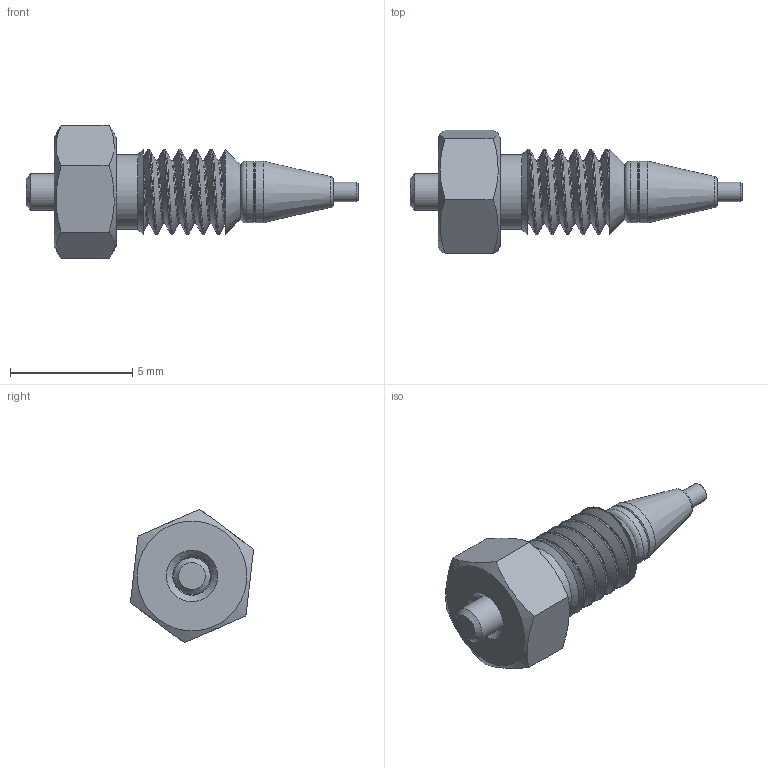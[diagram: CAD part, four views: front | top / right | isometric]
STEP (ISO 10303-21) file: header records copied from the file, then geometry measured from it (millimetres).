
FILE_DESCRIPTION((''),'2;1');
FILE_NAME('305034-ZP.5 Plug.stp','2013-08-22T11:12:05',('Franzp'),(''),'Autodesk Inventor 2013','Autodesk Inventor 2013','');
FILE_SCHEMA(('AUTOMOTIVE_DESIGN { 1 0 10303 214 1 1 1 1 }'));
Length unit declared in the file: millimetre
Products named in the file (4): 305034; 311905; 510700; 310154
Assembly tree (3 placements, depth 2):
  305034
    311905
    510700
    310154
Bounding box: 13.6 x 5.05 x 5.46 mm (x, y, z)
Volume: 98.1 mm3; surface area: 342.8 mm2
Topology: 4 solids, 4 shells, 49 faces, 103 edges, 65 vertices
Faces by surface type: plane 17, cone 13, cylinder 11, bspline 6, torus 2
Full cylindrical faces by diameter (mm): 0.787 x1, 0.851 x1, 0.889 x1, 1.499 x1, 1.575 x1, 2.54 x2, 2.564 x2, 3.073 x1
Entity records: 2900 total; most frequent: CARTESIAN_POINT 1928, DIRECTION 176, ORIENTED_EDGE 144, AXIS2_PLACEMENT_3D 85, EDGE_LOOP 83, EDGE_CURVE 72, VERTEX_POINT 59, FACE_OUTER_BOUND 49
